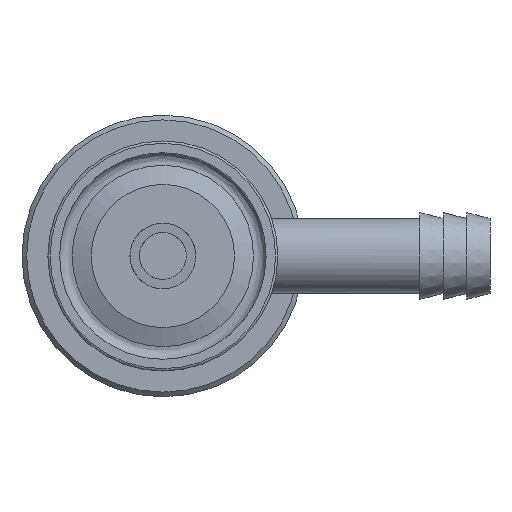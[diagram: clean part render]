
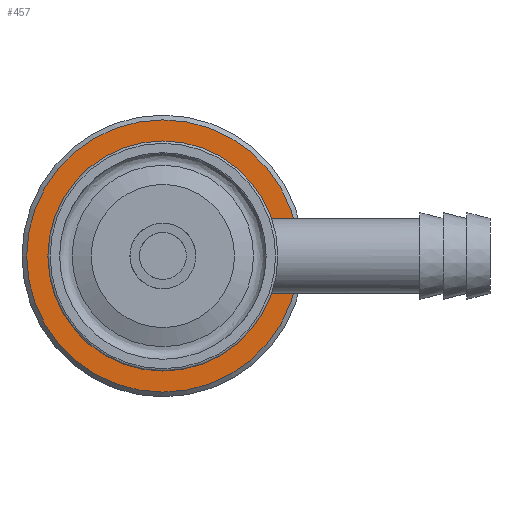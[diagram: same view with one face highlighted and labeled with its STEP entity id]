
A CAD part, front view. The second image highlights one B-rep face of the part: STEP entity #457.
In plain terms, the highlighted planar face has unit normal (0, -1, 0).
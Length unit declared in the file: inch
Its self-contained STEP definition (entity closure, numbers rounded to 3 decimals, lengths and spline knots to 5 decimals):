
#430=CARTESIAN_POINT('',(0.43375,0.2315,0.));
#431=DIRECTION('',(0.0,-1.0,0.0));
#432=DIRECTION('',(0.0,0.0,-1.0));
#433=AXIS2_PLACEMENT_3D('',#430,#431,#432);
#434=PLANE('',#433);
#435=CARTESIAN_POINT('',(0.58,0.2315,0.));
#436=VERTEX_POINT('',#435);
#437=CARTESIAN_POINT('',(0.,0.2315,0.));
#438=DIRECTION('',(0.0,1.0,0.0));
#439=DIRECTION('',(1.0,0.0,0.0));
#440=AXIS2_PLACEMENT_3D('',#437,#438,#439);
#441=CIRCLE('',#440,0.58);
#442=EDGE_CURVE('',#436,#436,#441,.T.);
#443=ORIENTED_EDGE('',*,*,#442,.F.);
#444=EDGE_LOOP('',(#443));
#445=FACE_OUTER_BOUND('',#444,.T.);
#446=CARTESIAN_POINT('',(0.2875,0.2315,0.));
#447=VERTEX_POINT('',#446);
#448=CARTESIAN_POINT('',(0.,0.2315,0.));
#449=DIRECTION('',(0.0,1.0,0.0));
#450=DIRECTION('',(1.0,0.0,0.0));
#451=AXIS2_PLACEMENT_3D('',#448,#449,#450);
#452=CIRCLE('',#451,0.2875);
#453=EDGE_CURVE('',#447,#447,#452,.T.);
#454=ORIENTED_EDGE('',*,*,#453,.T.);
#455=EDGE_LOOP('',(#454));
#456=FACE_BOUND('',#455,.T.);
#457=ADVANCED_FACE('',(#445,#456),#434,.T.);
